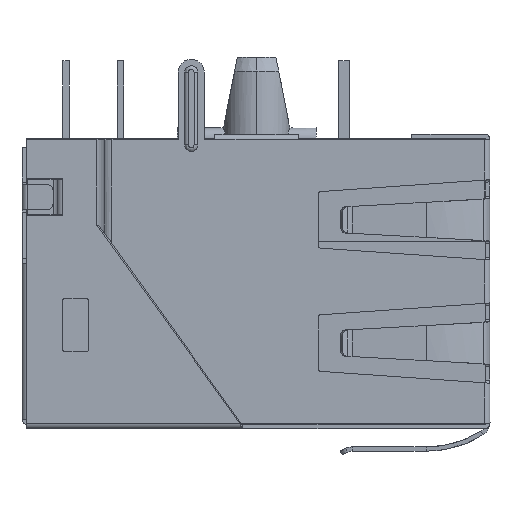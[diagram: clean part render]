
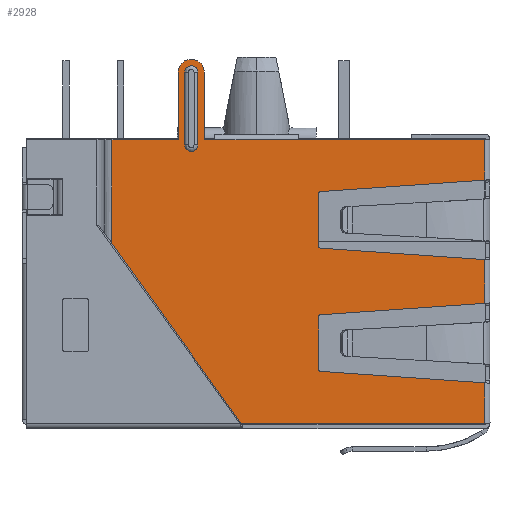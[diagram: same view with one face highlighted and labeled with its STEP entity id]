
A CAD part, left-side view. The second image highlights one B-rep face of the part: STEP entity #2928.
In plain terms, the highlighted planar face has unit normal (-1, 0, 0).
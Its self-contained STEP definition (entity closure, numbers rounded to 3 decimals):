
#2928=ADVANCED_FACE('',(#4550,#4551),#4552,.T.);
#4550=FACE_OUTER_BOUND('',#6236,.T.);
#4551=FACE_BOUND('',#6237,.T.);
#4552=PLANE('',#6238);
#6236=EDGE_LOOP('',(#9153,#9154,#9155,#9156,#9157,#9158,#9159,#9160,#9161,#9162,#9163,#9164,#9165,#9166,#9167,#9168,#9169,#9170,#9171,#9172,#9173,#9174,#9175,#9176));
#6237=EDGE_LOOP('',(#9177,#9178,#9179,#9180));
#6238=AXIS2_PLACEMENT_3D('',#9181,#9182,#9183);
#9153=ORIENTED_EDGE('',*,*,#15165,.T.);
#9154=ORIENTED_EDGE('',*,*,#15179,.T.);
#9155=ORIENTED_EDGE('',*,*,#15171,.T.);
#9156=ORIENTED_EDGE('',*,*,#15180,.F.);
#9157=ORIENTED_EDGE('',*,*,#15146,.T.);
#9158=ORIENTED_EDGE('',*,*,#15138,.F.);
#9159=ORIENTED_EDGE('',*,*,#15144,.T.);
#9160=ORIENTED_EDGE('',*,*,#15181,.F.);
#9161=ORIENTED_EDGE('',*,*,#15182,.T.);
#9162=ORIENTED_EDGE('',*,*,#15151,.F.);
#9163=ORIENTED_EDGE('',*,*,#15183,.T.);
#9164=ORIENTED_EDGE('',*,*,#15184,.F.);
#9165=ORIENTED_EDGE('',*,*,#15185,.T.);
#9166=ORIENTED_EDGE('',*,*,#15186,.F.);
#9167=ORIENTED_EDGE('',*,*,#15187,.T.);
#9168=ORIENTED_EDGE('',*,*,#15188,.T.);
#9169=ORIENTED_EDGE('',*,*,#15189,.T.);
#9170=ORIENTED_EDGE('',*,*,#15190,.T.);
#9171=ORIENTED_EDGE('',*,*,#15191,.F.);
#9172=ORIENTED_EDGE('',*,*,#14823,.F.);
#9173=ORIENTED_EDGE('',*,*,#15192,.F.);
#9174=ORIENTED_EDGE('',*,*,#15193,.F.);
#9175=ORIENTED_EDGE('',*,*,#15194,.T.);
#9176=ORIENTED_EDGE('',*,*,#15195,.T.);
#9177=ORIENTED_EDGE('',*,*,#15196,.T.);
#9178=ORIENTED_EDGE('',*,*,#15197,.T.);
#9179=ORIENTED_EDGE('',*,*,#15198,.T.);
#9180=ORIENTED_EDGE('',*,*,#15199,.T.);
#9181=CARTESIAN_POINT('',(-7.94,-10.661,-6.62));
#9182=DIRECTION('',(-1.0,0.,0.0));
#9183=DIRECTION('',(0.0,0.0,1.0));
#14823=EDGE_CURVE('',#16911,#16914,#16915,.T.);
#15138=EDGE_CURVE('',#17479,#17480,#17481,.T.);
#15144=EDGE_CURVE('',#17479,#17489,#17491,.F.);
#15146=EDGE_CURVE('',#17494,#17480,#17495,.F.);
#15151=EDGE_CURVE('',#17502,#17504,#17505,.T.);
#15165=EDGE_CURVE('',#17527,#17525,#17528,.T.);
#15171=EDGE_CURVE('',#17538,#17539,#17540,.T.);
#15179=EDGE_CURVE('',#17525,#17538,#17550,.T.);
#15180=EDGE_CURVE('',#17494,#17539,#17551,.T.);
#15181=EDGE_CURVE('',#17552,#17489,#17553,.T.);
#15182=EDGE_CURVE('',#17552,#17504,#17554,.T.);
#15183=EDGE_CURVE('',#17502,#17555,#17556,.F.);
#15184=EDGE_CURVE('',#17557,#17555,#17558,.T.);
#15185=EDGE_CURVE('',#17557,#17559,#17560,.F.);
#15186=EDGE_CURVE('',#17561,#17559,#17562,.T.);
#15187=EDGE_CURVE('',#17561,#17563,#17564,.T.);
#15188=EDGE_CURVE('',#17563,#17565,#17566,.T.);
#15189=EDGE_CURVE('',#17565,#17567,#17568,.T.);
#15190=EDGE_CURVE('',#17567,#17569,#17570,.T.);
#15191=EDGE_CURVE('',#16914,#17569,#17571,.T.);
#15192=EDGE_CURVE('',#17572,#16911,#17573,.T.);
#15193=EDGE_CURVE('',#17574,#17572,#17575,.T.);
#15194=EDGE_CURVE('',#17574,#17576,#17577,.T.);
#15195=EDGE_CURVE('',#17576,#17527,#17578,.T.);
#15196=EDGE_CURVE('',#17579,#17580,#17581,.T.);
#15197=EDGE_CURVE('',#17580,#17582,#17583,.F.);
#15198=EDGE_CURVE('',#17582,#17584,#17585,.T.);
#15199=EDGE_CURVE('',#17584,#17579,#17586,.F.);
#16911=VERTEX_POINT('',#20302);
#16914=VERTEX_POINT('',#20306);
#16915=CIRCLE('',#20307,0.6);
#17479=VERTEX_POINT('',#21363);
#17480=VERTEX_POINT('',#21364);
#17481=LINE('',#21365,#21366);
#17489=VERTEX_POINT('',#21377);
#17491=CIRCLE('',#21380,0.1);
#17494=VERTEX_POINT('',#21383);
#17495=CIRCLE('',#21384,0.1);
#17502=VERTEX_POINT('',#21394);
#17504=VERTEX_POINT('',#21397);
#17505=LINE('',#21398,#21399);
#17525=VERTEX_POINT('',#21467);
#17527=VERTEX_POINT('',#21470);
#17528=LINE('',#21471,#21472);
#17538=VERTEX_POINT('',#21483);
#17539=VERTEX_POINT('',#21484);
#17540=LINE('',#21485,#21486);
#17550=LINE('',#21528,#21529);
#17551=LINE('',#21530,#21531);
#17552=VERTEX_POINT('',#21532);
#17553=LINE('',#21533,#21534);
#17554=LINE('',#21535,#21536);
#17555=VERTEX_POINT('',#21537);
#17556=CIRCLE('',#21538,0.1);
#17557=VERTEX_POINT('',#21539);
#17558=LINE('',#21540,#21541);
#17559=VERTEX_POINT('',#21542);
#17560=CIRCLE('',#21543,0.1);
#17561=VERTEX_POINT('',#21544);
#17562=LINE('',#21545,#21546);
#17563=VERTEX_POINT('',#21547);
#17564=LINE('',#21548,#21549);
#17565=VERTEX_POINT('',#21550);
#17566=LINE('',#21551,#21552);
#17567=VERTEX_POINT('',#21553);
#17568=LINE('',#21554,#21555);
#17569=VERTEX_POINT('',#21556);
#17570=LINE('',#21557,#21558);
#17571=LINE('',#21559,#21560);
#17572=VERTEX_POINT('',#21561);
#17573=CIRCLE('',#21562,0.6);
#17574=VERTEX_POINT('',#21563);
#17575=LINE('',#21564,#21565);
#17576=VERTEX_POINT('',#21566);
#17577=LINE('',#21567,#21568);
#17578=LINE('',#21569,#21570);
#17579=VERTEX_POINT('',#21571);
#17580=VERTEX_POINT('',#21572);
#17581=LINE('',#21573,#21574);
#17582=VERTEX_POINT('',#21575);
#17583=CIRCLE('',#21576,0.3);
#17584=VERTEX_POINT('',#21577);
#17585=LINE('',#21578,#21579);
#17586=CIRCLE('',#21580,0.3);
#20302=CARTESIAN_POINT('',(-7.94,3.12,10.37));
#20306=CARTESIAN_POINT('',(-7.94,2.52,9.77));
#20307=AXIS2_PLACEMENT_3D('',#26928,#26929,#26930);
#21363=CARTESIAN_POINT('',(-7.94,-2.82,-1.655));
#21364=CARTESIAN_POINT('',(-7.94,-2.82,-4.095));
#21365=CARTESIAN_POINT('',(-7.94,-2.82,-1.562));
#21366=VECTOR('',#27370,1000.0);
#21377=CARTESIAN_POINT('',(-7.94,-2.913,-1.555));
#21380=AXIS2_PLACEMENT_3D('',#27378,#27379,#27380);
#21383=CARTESIAN_POINT('',(-7.94,-2.913,-4.195));
#21384=AXIS2_PLACEMENT_3D('',#27384,#27385,#27386);
#21394=CARTESIAN_POINT('',(-7.94,-2.913,1.555));
#21397=CARTESIAN_POINT('',(-7.94,-10.57,1.02));
#21398=CARTESIAN_POINT('',(-7.94,-2.82,1.562));
#21399=VECTOR('',#27391,1000.0);
#21467=CARTESIAN_POINT('',(-7.94,0.794,-6.62));
#21470=CARTESIAN_POINT('',(-7.94,6.82,1.772));
#21471=CARTESIAN_POINT('',(-7.94,6.82,1.772));
#21472=VECTOR('',#27405,1000.);
#21483=CARTESIAN_POINT('',(-7.94,-10.57,-6.62));
#21484=CARTESIAN_POINT('',(-7.94,-10.57,-4.73));
#21485=CARTESIAN_POINT('',(-7.94,-10.57,-6.62));
#21486=VECTOR('',#27419,1000.0);
#21528=CARTESIAN_POINT('',(-7.94,0.794,-6.62));
#21529=VECTOR('',#27431,1000.0);
#21530=CARTESIAN_POINT('',(-7.94,-2.82,-4.188));
#21531=VECTOR('',#27432,1000.0);
#21532=CARTESIAN_POINT('',(-7.94,-10.57,-1.02));
#21533=CARTESIAN_POINT('',(-7.94,-10.82,-1.003));
#21534=VECTOR('',#27433,1000.0);
#21535=CARTESIAN_POINT('',(-7.94,-10.57,-6.62));
#21536=VECTOR('',#27434,1000.0);
#21537=CARTESIAN_POINT('',(-7.94,-2.82,1.655));
#21538=AXIS2_PLACEMENT_3D('',#27435,#27436,#27437);
#21539=CARTESIAN_POINT('',(-7.94,-2.82,4.095));
#21540=CARTESIAN_POINT('',(-7.94,-2.82,4.188));
#21541=VECTOR('',#27438,1000.0);
#21542=CARTESIAN_POINT('',(-7.94,-2.913,4.195));
#21543=AXIS2_PLACEMENT_3D('',#27439,#27440,#27441);
#21544=CARTESIAN_POINT('',(-7.94,-10.57,4.73));
#21545=CARTESIAN_POINT('',(-7.94,-10.82,4.747));
#21546=VECTOR('',#27442,1000.0);
#21547=CARTESIAN_POINT('',(-7.94,-10.57,6.62));
#21548=CARTESIAN_POINT('',(-7.94,-10.57,-6.62));
#21549=VECTOR('',#27443,1000.0);
#21550=CARTESIAN_POINT('',(-7.94,-1.88,6.62));
#21551=CARTESIAN_POINT('',(-7.94,-10.661,6.62));
#21552=VECTOR('',#27444,1000.0);
#21553=CARTESIAN_POINT('',(-7.94,2.02,6.62));
#21554=CARTESIAN_POINT('',(-7.94,-1.88,6.62));
#21555=VECTOR('',#27445,1000.0);
#21556=CARTESIAN_POINT('',(-7.94,2.52,6.62));
#21557=CARTESIAN_POINT('',(-7.94,-10.661,6.62));
#21558=VECTOR('',#27446,1000.0);
#21559=CARTESIAN_POINT('',(-7.94,2.52,9.77));
#21560=VECTOR('',#27447,1000.0);
#21561=CARTESIAN_POINT('',(-7.94,3.72,9.77));
#21562=AXIS2_PLACEMENT_3D('',#27448,#27449,#27450);
#21563=CARTESIAN_POINT('',(-7.94,3.72,6.62));
#21564=CARTESIAN_POINT('',(-7.94,3.72,6.62));
#21565=VECTOR('',#27451,1000.0);
#21566=CARTESIAN_POINT('',(-7.94,6.82,6.62));
#21567=CARTESIAN_POINT('',(-7.94,-10.661,6.62));
#21568=VECTOR('',#27452,1000.0);
#21569=CARTESIAN_POINT('',(-7.94,6.82,6.62));
#21570=VECTOR('',#27453,1000.0);
#21571=CARTESIAN_POINT('',(-7.94,2.82,9.77));
#21572=CARTESIAN_POINT('',(-7.94,2.82,6.37));
#21573=CARTESIAN_POINT('',(-7.94,2.82,-6.62));
#21574=VECTOR('',#27454,1000.0);
#21575=CARTESIAN_POINT('',(-7.94,3.42,6.37));
#21576=AXIS2_PLACEMENT_3D('',#27455,#27456,#27457);
#21577=CARTESIAN_POINT('',(-7.94,3.42,9.77));
#21578=CARTESIAN_POINT('',(-7.94,3.42,-6.62));
#21579=VECTOR('',#27458,1000.0);
#21580=AXIS2_PLACEMENT_3D('',#27459,#27460,#27461);
#26928=CARTESIAN_POINT('',(-7.94,3.12,9.77));
#26929=DIRECTION('',(1.0,0.0,0.0));
#26930=DIRECTION('',(0.0,1.0,0.0));
#27370=DIRECTION('',(0.0,0.0,-1.0));
#27378=CARTESIAN_POINT('',(-7.94,-2.92,-1.655));
#27379=DIRECTION('',(-1.0,0.,0.0));
#27380=DIRECTION('',(0.,-1.0,0.0));
#27384=CARTESIAN_POINT('',(-7.94,-2.92,-4.095));
#27385=DIRECTION('',(-1.0,0.,0.0));
#27386=DIRECTION('',(0.,-1.0,0.0));
#27391=DIRECTION('',(0.0,-0.998,-0.07));
#27405=DIRECTION('',(0.0,-0.583,-0.812));
#27419=DIRECTION('',(0.0,0.0,1.0));
#27431=DIRECTION('',(0.,-1.0,0.));
#27432=DIRECTION('',(0.0,-0.998,-0.07));
#27433=DIRECTION('',(0.0,0.998,-0.07));
#27434=DIRECTION('',(0.0,0.0,1.0));
#27435=CARTESIAN_POINT('',(-7.94,-2.92,1.655));
#27436=DIRECTION('',(-1.0,0.,0.0));
#27437=DIRECTION('',(0.,-1.0,0.0));
#27438=DIRECTION('',(0.0,0.0,-1.0));
#27439=CARTESIAN_POINT('',(-7.94,-2.92,4.095));
#27440=DIRECTION('',(-1.0,0.,0.0));
#27441=DIRECTION('',(0.,-1.0,0.0));
#27442=DIRECTION('',(0.0,0.998,-0.07));
#27443=DIRECTION('',(0.0,0.0,1.0));
#27444=DIRECTION('',(0.,1.0,0.));
#27445=DIRECTION('',(0.,1.0,0.));
#27446=DIRECTION('',(0.,1.0,0.));
#27447=DIRECTION('',(0.0,0.0,-1.0));
#27448=CARTESIAN_POINT('',(-7.94,3.12,9.77));
#27449=DIRECTION('',(1.0,0.0,0.0));
#27450=DIRECTION('',(0.0,1.0,0.0));
#27451=DIRECTION('',(0.0,0.0,1.0));
#27452=DIRECTION('',(0.,1.0,0.));
#27453=DIRECTION('',(0.0,0.0,-1.0));
#27454=DIRECTION('',(0.,0.,-1.0));
#27455=CARTESIAN_POINT('',(-7.94,3.12,6.37));
#27456=DIRECTION('',(-1.0,0.,0.0));
#27457=DIRECTION('',(0.,-1.0,0.0));
#27458=DIRECTION('',(0.,0.,1.0));
#27459=CARTESIAN_POINT('',(-7.94,3.12,9.77));
#27460=DIRECTION('',(-1.0,0.,0.0));
#27461=DIRECTION('',(0.,-1.0,0.0));
